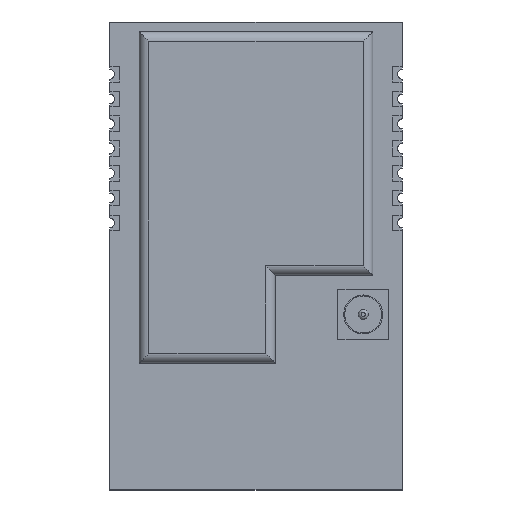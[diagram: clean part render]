
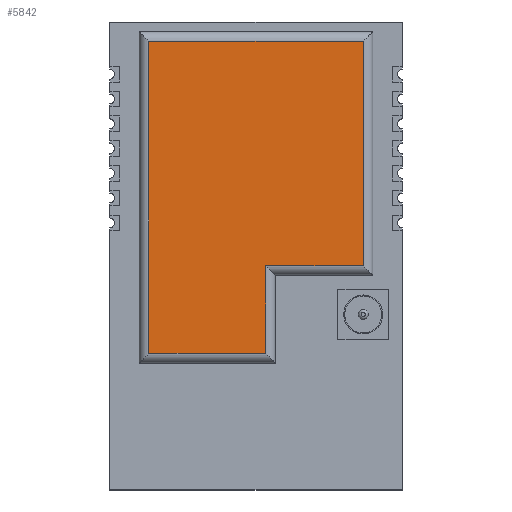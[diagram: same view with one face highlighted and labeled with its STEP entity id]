
A CAD part, top view. The second image highlights one B-rep face of the part: STEP entity #5842.
In plain terms, the highlighted planar face has unit normal (0, 0, 1).
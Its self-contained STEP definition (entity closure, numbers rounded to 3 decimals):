
#5325 = CYLINDRICAL_SURFACE('',#5326,0.5);
#5326 = AXIS2_PLACEMENT_3D('',#5327,#5328,#5329);
#5327 = CARTESIAN_POINT('',(-6.,23.,1.5));
#5328 = DIRECTION('',(1.,0.,0.));
#5329 = DIRECTION('',(0.,1.,0.));
#5438 = CYLINDRICAL_SURFACE('',#5439,0.5);
#5439 = AXIS2_PLACEMENT_3D('',#5440,#5441,#5442);
#5440 = CARTESIAN_POINT('',(-5.5,6.5,1.5));
#5441 = DIRECTION('',(0.,1.,0.));
#5442 = DIRECTION('',(-1.,0.,0.));
#5476 = VERTEX_POINT('',#5477);
#5477 = CARTESIAN_POINT('',(-5.5,23.,2.));
#5509 = EDGE_CURVE('',#5476,#5510,#5512,.T.);
#5510 = VERTEX_POINT('',#5511);
#5511 = CARTESIAN_POINT('',(5.5,23.,2.));
#5512 = SURFACE_CURVE('',#5513,(#5517,#5524),.PCURVE_S1.);
#5513 = LINE('',#5514,#5515);
#5514 = CARTESIAN_POINT('',(-6.,23.,2.));
#5515 = VECTOR('',#5516,1.);
#5516 = DIRECTION('',(1.,0.,0.));
#5517 = PCURVE('',#5325,#5518);
#5518 = DEFINITIONAL_REPRESENTATION('',(#5519),#5523);
#5519 = LINE('',#5520,#5521);
#5520 = CARTESIAN_POINT('',(1.571,0.));
#5521 = VECTOR('',#5522,1.);
#5522 = DIRECTION('',(0.,1.));
#5523 = ( GEOMETRIC_REPRESENTATION_CONTEXT(2) 
PARAMETRIC_REPRESENTATION_CONTEXT() REPRESENTATION_CONTEXT('2D SPACE',''
  ) );
#5524 = PCURVE('',#5525,#5530);
#5525 = PLANE('',#5526);
#5526 = AXIS2_PLACEMENT_3D('',#5527,#5528,#5529);
#5527 = CARTESIAN_POINT('',(-0.388,15.388,2.));
#5528 = DIRECTION('',(-0.,-0.,-1.));
#5529 = DIRECTION('',(-1.,0.,0.));
#5530 = DEFINITIONAL_REPRESENTATION('',(#5531),#5535);
#5531 = LINE('',#5532,#5533);
#5532 = CARTESIAN_POINT('',(5.612,7.612));
#5533 = VECTOR('',#5534,1.);
#5534 = DIRECTION('',(-1.,0.));
#5535 = ( GEOMETRIC_REPRESENTATION_CONTEXT(2) 
PARAMETRIC_REPRESENTATION_CONTEXT() REPRESENTATION_CONTEXT('2D SPACE',''
  ) );
#5557 = CYLINDRICAL_SURFACE('',#5558,0.5);
#5558 = AXIS2_PLACEMENT_3D('',#5559,#5560,#5561);
#5559 = CARTESIAN_POINT('',(5.5,23.5,1.5));
#5560 = DIRECTION('',(0.,-1.,0.));
#5561 = DIRECTION('',(1.,0.,0.));
#5749 = CYLINDRICAL_SURFACE('',#5750,0.5);
#5750 = AXIS2_PLACEMENT_3D('',#5751,#5752,#5753);
#5751 = CARTESIAN_POINT('',(-6.,7.,1.5));
#5752 = DIRECTION('',(1.,0.,0.));
#5753 = DIRECTION('',(0.,-1.,0.));
#5787 = VERTEX_POINT('',#5788);
#5788 = CARTESIAN_POINT('',(-5.5,7.,2.));
#5820 = EDGE_CURVE('',#5787,#5476,#5821,.T.);
#5821 = SURFACE_CURVE('',#5822,(#5826,#5833),.PCURVE_S1.);
#5822 = LINE('',#5823,#5824);
#5823 = CARTESIAN_POINT('',(-5.5,6.5,2.));
#5824 = VECTOR('',#5825,1.);
#5825 = DIRECTION('',(0.,1.,0.));
#5826 = PCURVE('',#5438,#5827);
#5827 = DEFINITIONAL_REPRESENTATION('',(#5828),#5832);
#5828 = LINE('',#5829,#5830);
#5829 = CARTESIAN_POINT('',(1.571,0.));
#5830 = VECTOR('',#5831,1.);
#5831 = DIRECTION('',(0.,1.));
#5832 = ( GEOMETRIC_REPRESENTATION_CONTEXT(2) 
PARAMETRIC_REPRESENTATION_CONTEXT() REPRESENTATION_CONTEXT('2D SPACE',''
  ) );
#5833 = PCURVE('',#5525,#5834);
#5834 = DEFINITIONAL_REPRESENTATION('',(#5835),#5839);
#5835 = LINE('',#5836,#5837);
#5836 = CARTESIAN_POINT('',(5.112,-8.888));
#5837 = VECTOR('',#5838,1.);
#5838 = DIRECTION('',(0.,1.));
#5839 = ( GEOMETRIC_REPRESENTATION_CONTEXT(2) 
PARAMETRIC_REPRESENTATION_CONTEXT() REPRESENTATION_CONTEXT('2D SPACE',''
  ) );
#5842 = ADVANCED_FACE('',(#5843),#5525,.F.);
#5843 = FACE_BOUND('',#5844,.F.);
#5844 = EDGE_LOOP('',(#5845,#5868,#5896,#5924,#5945,#5946));
#5845 = ORIENTED_EDGE('',*,*,#5846,.T.);
#5846 = EDGE_CURVE('',#5510,#5847,#5849,.T.);
#5847 = VERTEX_POINT('',#5848);
#5848 = CARTESIAN_POINT('',(5.5,11.5,2.));
#5849 = SURFACE_CURVE('',#5850,(#5854,#5861),.PCURVE_S1.);
#5850 = LINE('',#5851,#5852);
#5851 = CARTESIAN_POINT('',(5.5,23.5,2.));
#5852 = VECTOR('',#5853,1.);
#5853 = DIRECTION('',(0.,-1.,0.));
#5854 = PCURVE('',#5525,#5855);
#5855 = DEFINITIONAL_REPRESENTATION('',(#5856),#5860);
#5856 = LINE('',#5857,#5858);
#5857 = CARTESIAN_POINT('',(-5.888,8.112));
#5858 = VECTOR('',#5859,1.);
#5859 = DIRECTION('',(0.,-1.));
#5860 = ( GEOMETRIC_REPRESENTATION_CONTEXT(2) 
PARAMETRIC_REPRESENTATION_CONTEXT() REPRESENTATION_CONTEXT('2D SPACE',''
  ) );
#5861 = PCURVE('',#5557,#5862);
#5862 = DEFINITIONAL_REPRESENTATION('',(#5863),#5867);
#5863 = LINE('',#5864,#5865);
#5864 = CARTESIAN_POINT('',(1.571,0.));
#5865 = VECTOR('',#5866,1.);
#5866 = DIRECTION('',(0.,1.));
#5867 = ( GEOMETRIC_REPRESENTATION_CONTEXT(2) 
PARAMETRIC_REPRESENTATION_CONTEXT() REPRESENTATION_CONTEXT('2D SPACE',''
  ) );
#5868 = ORIENTED_EDGE('',*,*,#5869,.F.);
#5869 = EDGE_CURVE('',#5870,#5847,#5872,.T.);
#5870 = VERTEX_POINT('',#5871);
#5871 = CARTESIAN_POINT('',(0.5,11.5,2.));
#5872 = SURFACE_CURVE('',#5873,(#5877,#5884),.PCURVE_S1.);
#5873 = LINE('',#5874,#5875);
#5874 = CARTESIAN_POINT('',(1.,11.5,2.));
#5875 = VECTOR('',#5876,1.);
#5876 = DIRECTION('',(1.,0.,0.));
#5877 = PCURVE('',#5525,#5878);
#5878 = DEFINITIONAL_REPRESENTATION('',(#5879),#5883);
#5879 = LINE('',#5880,#5881);
#5880 = CARTESIAN_POINT('',(-1.388,-3.888));
#5881 = VECTOR('',#5882,1.);
#5882 = DIRECTION('',(-1.,0.));
#5883 = ( GEOMETRIC_REPRESENTATION_CONTEXT(2) 
PARAMETRIC_REPRESENTATION_CONTEXT() REPRESENTATION_CONTEXT('2D SPACE',''
  ) );
#5884 = PCURVE('',#5885,#5890);
#5885 = CYLINDRICAL_SURFACE('',#5886,0.5);
#5886 = AXIS2_PLACEMENT_3D('',#5887,#5888,#5889);
#5887 = CARTESIAN_POINT('',(1.,11.5,1.5));
#5888 = DIRECTION('',(1.,0.,0.));
#5889 = DIRECTION('',(0.,-1.,0.));
#5890 = DEFINITIONAL_REPRESENTATION('',(#5891),#5895);
#5891 = LINE('',#5892,#5893);
#5892 = CARTESIAN_POINT('',(-1.571,0.));
#5893 = VECTOR('',#5894,1.);
#5894 = DIRECTION('',(-0.,1.));
#5895 = ( GEOMETRIC_REPRESENTATION_CONTEXT(2) 
PARAMETRIC_REPRESENTATION_CONTEXT() REPRESENTATION_CONTEXT('2D SPACE',''
  ) );
#5896 = ORIENTED_EDGE('',*,*,#5897,.F.);
#5897 = EDGE_CURVE('',#5898,#5870,#5900,.T.);
#5898 = VERTEX_POINT('',#5899);
#5899 = CARTESIAN_POINT('',(0.5,7.,2.));
#5900 = SURFACE_CURVE('',#5901,(#5905,#5912),.PCURVE_S1.);
#5901 = LINE('',#5902,#5903);
#5902 = CARTESIAN_POINT('',(0.5,6.5,2.));
#5903 = VECTOR('',#5904,1.);
#5904 = DIRECTION('',(0.,1.,0.));
#5905 = PCURVE('',#5525,#5906);
#5906 = DEFINITIONAL_REPRESENTATION('',(#5907),#5911);
#5907 = LINE('',#5908,#5909);
#5908 = CARTESIAN_POINT('',(-0.888,-8.888));
#5909 = VECTOR('',#5910,1.);
#5910 = DIRECTION('',(0.,1.));
#5911 = ( GEOMETRIC_REPRESENTATION_CONTEXT(2) 
PARAMETRIC_REPRESENTATION_CONTEXT() REPRESENTATION_CONTEXT('2D SPACE',''
  ) );
#5912 = PCURVE('',#5913,#5918);
#5913 = CYLINDRICAL_SURFACE('',#5914,0.5);
#5914 = AXIS2_PLACEMENT_3D('',#5915,#5916,#5917);
#5915 = CARTESIAN_POINT('',(0.5,6.5,1.5));
#5916 = DIRECTION('',(0.,1.,0.));
#5917 = DIRECTION('',(1.,0.,0.));
#5918 = DEFINITIONAL_REPRESENTATION('',(#5919),#5923);
#5919 = LINE('',#5920,#5921);
#5920 = CARTESIAN_POINT('',(-1.571,0.));
#5921 = VECTOR('',#5922,1.);
#5922 = DIRECTION('',(-0.,1.));
#5923 = ( GEOMETRIC_REPRESENTATION_CONTEXT(2) 
PARAMETRIC_REPRESENTATION_CONTEXT() REPRESENTATION_CONTEXT('2D SPACE',''
  ) );
#5924 = ORIENTED_EDGE('',*,*,#5925,.F.);
#5925 = EDGE_CURVE('',#5787,#5898,#5926,.T.);
#5926 = SURFACE_CURVE('',#5927,(#5931,#5938),.PCURVE_S1.);
#5927 = LINE('',#5928,#5929);
#5928 = CARTESIAN_POINT('',(-6.,7.,2.));
#5929 = VECTOR('',#5930,1.);
#5930 = DIRECTION('',(1.,0.,0.));
#5931 = PCURVE('',#5525,#5932);
#5932 = DEFINITIONAL_REPRESENTATION('',(#5933),#5937);
#5933 = LINE('',#5934,#5935);
#5934 = CARTESIAN_POINT('',(5.612,-8.388));
#5935 = VECTOR('',#5936,1.);
#5936 = DIRECTION('',(-1.,0.));
#5937 = ( GEOMETRIC_REPRESENTATION_CONTEXT(2) 
PARAMETRIC_REPRESENTATION_CONTEXT() REPRESENTATION_CONTEXT('2D SPACE',''
  ) );
#5938 = PCURVE('',#5749,#5939);
#5939 = DEFINITIONAL_REPRESENTATION('',(#5940),#5944);
#5940 = LINE('',#5941,#5942);
#5941 = CARTESIAN_POINT('',(-1.571,0.));
#5942 = VECTOR('',#5943,1.);
#5943 = DIRECTION('',(-0.,1.));
#5944 = ( GEOMETRIC_REPRESENTATION_CONTEXT(2) 
PARAMETRIC_REPRESENTATION_CONTEXT() REPRESENTATION_CONTEXT('2D SPACE',''
  ) );
#5945 = ORIENTED_EDGE('',*,*,#5820,.T.);
#5946 = ORIENTED_EDGE('',*,*,#5509,.T.);
